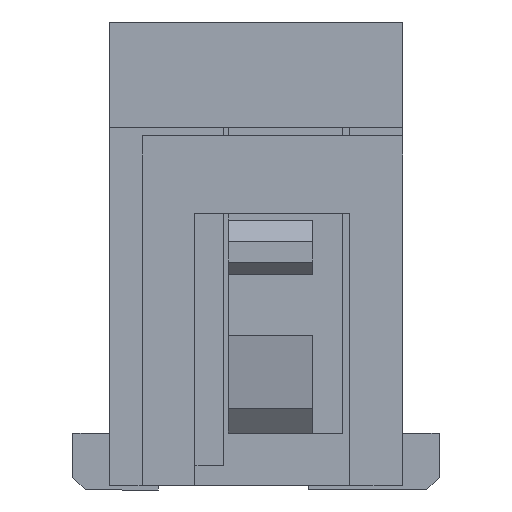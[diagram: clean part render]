
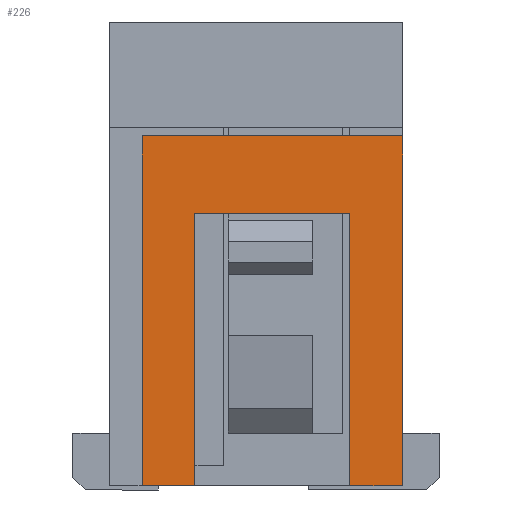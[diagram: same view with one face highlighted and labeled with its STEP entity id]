
A CAD part, left-side view. The second image highlights one B-rep face of the part: STEP entity #226.
In plain terms, the highlighted planar face has unit normal (-1, 0, 0).
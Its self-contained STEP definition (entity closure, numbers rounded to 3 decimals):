
#226=ADVANCED_FACE('',(#824),#539,.T.);
#539=PLANE('',#6703);
#824=FACE_OUTER_BOUND('',#1148,.T.);
#1148=EDGE_LOOP('',(#2102,#2103,#2104,#2105,#2106,#2107,#2108,#2109));
#2102=ORIENTED_EDGE('',*,*,#4390,.T.);
#2103=ORIENTED_EDGE('',*,*,#4391,.T.);
#2104=ORIENTED_EDGE('',*,*,#4392,.T.);
#2105=ORIENTED_EDGE('',*,*,#4363,.T.);
#2106=ORIENTED_EDGE('',*,*,#4109,.T.);
#2107=ORIENTED_EDGE('',*,*,#4393,.F.);
#2108=ORIENTED_EDGE('',*,*,#4394,.F.);
#2109=ORIENTED_EDGE('',*,*,#4360,.T.);
#3458=VERTEX_POINT('',#9055);
#3459=VERTEX_POINT('',#9057);
#3640=VERTEX_POINT('',#9547);
#3641=VERTEX_POINT('',#9549);
#3642=VERTEX_POINT('',#9553);
#3655=VERTEX_POINT('',#9602);
#3656=VERTEX_POINT('',#9604);
#3657=VERTEX_POINT('',#9607);
#4109=EDGE_CURVE('',#3459,#3458,#5054,.T.);
#4360=EDGE_CURVE('',#3641,#3640,#5303,.T.);
#4363=EDGE_CURVE('',#3642,#3459,#5306,.T.);
#4390=EDGE_CURVE('',#3640,#3655,#5331,.T.);
#4391=EDGE_CURVE('',#3655,#3656,#5332,.T.);
#4392=EDGE_CURVE('',#3656,#3642,#5333,.T.);
#4393=EDGE_CURVE('',#3657,#3458,#5334,.T.);
#4394=EDGE_CURVE('',#3641,#3657,#5335,.T.);
#5054=LINE('',#9056,#5938);
#5303=LINE('',#9548,#6187);
#5306=LINE('',#9552,#6190);
#5331=LINE('',#9601,#6215);
#5332=LINE('',#9603,#6216);
#5333=LINE('',#9605,#6217);
#5334=LINE('',#9606,#6218);
#5335=LINE('',#9608,#6219);
#5938=VECTOR('',#7246,1.);
#6187=VECTOR('',#7617,1.);
#6190=VECTOR('',#7620,1.);
#6215=VECTOR('',#7667,1.);
#6216=VECTOR('',#7668,1.);
#6217=VECTOR('',#7669,1.);
#6218=VECTOR('',#7670,1.);
#6219=VECTOR('',#7671,1.);
#6703=AXIS2_PLACEMENT_3D('',#9609,#7672,#7673);
#7246=DIRECTION('',(0.,0.,1.));
#7617=DIRECTION('',(0.,-1.,0.));
#7620=DIRECTION('',(0.,-1.,0.));
#7667=DIRECTION('',(0.,0.,1.));
#7668=DIRECTION('',(0.,-1.,0.));
#7669=DIRECTION('',(0.,0.,-1.));
#7670=DIRECTION('',(0.,-1.,0.));
#7671=DIRECTION('',(0.,0.,1.));
#7672=DIRECTION('',(-1.,0.,0.));
#7673=DIRECTION('',(0.,-1.,0.));
#9055=CARTESIAN_POINT('',(-6.925,0.,4.35));
#9056=CARTESIAN_POINT('',(-6.925,0.,0.05));
#9057=CARTESIAN_POINT('',(-6.925,0.,0.05));
#9547=CARTESIAN_POINT('',(-6.925,2.55,0.05));
#9548=CARTESIAN_POINT('',(-6.925,3.6,0.05));
#9549=CARTESIAN_POINT('',(-6.925,3.2,0.05));
#9552=CARTESIAN_POINT('',(-6.925,3.6,0.05));
#9553=CARTESIAN_POINT('',(-6.925,0.65,0.05));
#9601=CARTESIAN_POINT('',(-6.925,2.55,0.05));
#9602=CARTESIAN_POINT('',(-6.925,2.55,3.4));
#9603=CARTESIAN_POINT('',(-6.925,2.55,3.4));
#9604=CARTESIAN_POINT('',(-6.925,0.65,3.4));
#9605=CARTESIAN_POINT('',(-6.925,0.65,3.4));
#9606=CARTESIAN_POINT('',(-6.925,35.64,4.35));
#9607=CARTESIAN_POINT('',(-6.925,3.2,4.35));
#9608=CARTESIAN_POINT('',(-6.925,3.2,-42.67));
#9609=CARTESIAN_POINT('',(-6.925,3.6,0.05));
